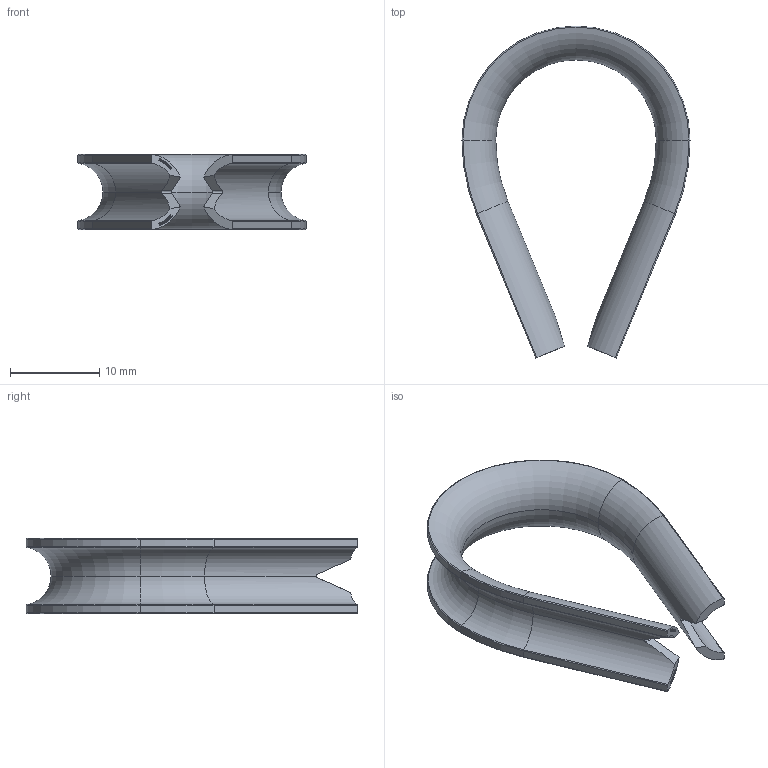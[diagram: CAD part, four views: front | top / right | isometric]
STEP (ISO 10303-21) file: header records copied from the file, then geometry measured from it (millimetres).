
FILE_DESCRIPTION (( 'STEP AP203' ), '1' );
FILE_NAME ('100052006.step', '2019-09-19T14:24:43', ( '' ), ( '' ), 'SwSTEP 2.0', 'SolidWorks 2015', '' );
FILE_SCHEMA (( 'CONFIG_CONTROL_DESIGN' ));
Length unit declared in the file: millimetre
Products named in the file (1): 100052006
Bounding box: 25.6 x 37.25 x 8.43 mm (x, y, z)
Volume: 896.8 mm3; surface area: 1997 mm2
Topology: 1 solids, 1 shells, 275 faces, 703 edges, 456 vertices
Faces by surface type: bspline 116, plane 113, torus 24, cylinder 22
Entity records: 15514 total; most frequent: CARTESIAN_POINT 9549, ORIENTED_EDGE 1406, DIRECTION 855, EDGE_CURVE 703, VERTEX_POINT 456, LINE 379, VECTOR 379, EDGE_LOOP 301
